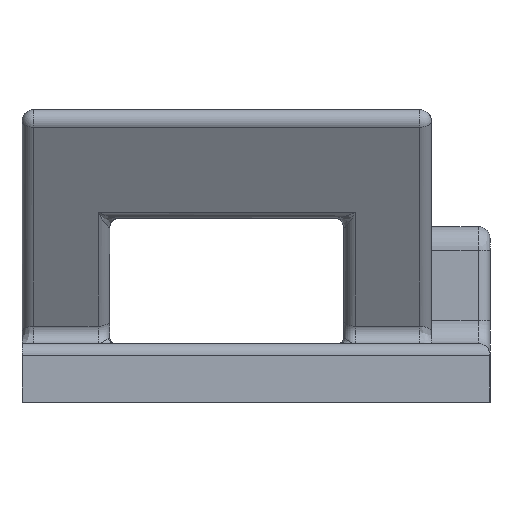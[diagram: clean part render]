
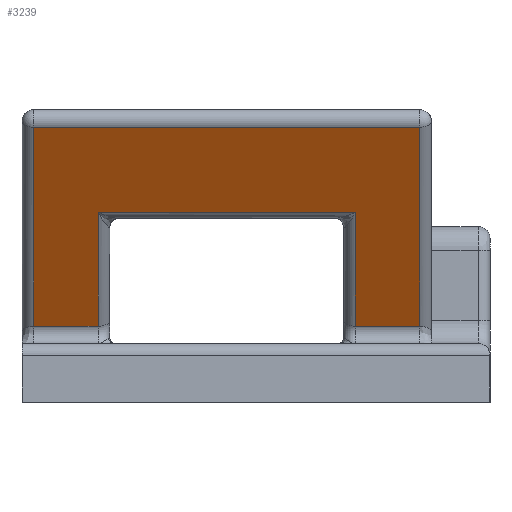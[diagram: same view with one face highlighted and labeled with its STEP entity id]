
A CAD part, left-side view. The second image highlights one B-rep face of the part: STEP entity #3239.
In plain terms, the highlighted planar face has unit normal (-0.866, 0, -0.5).
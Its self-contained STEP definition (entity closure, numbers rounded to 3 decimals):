
#596=FACE_OUTER_BOUND('',#815,.T.);
#815=EDGE_LOOP('',(#2965,#2966,#2967,#2968,#2969,#2970,#2971,#2972));
#1028=LINE('',#6455,#1269);
#1030=LINE('',#6460,#1271);
#1031=LINE('',#6468,#1272);
#1033=LINE('',#6472,#1274);
#1034=LINE('',#6475,#1275);
#1035=LINE('',#6552,#1276);
#1036=LINE('',#6554,#1277);
#1038=LINE('',#6558,#1279);
#1269=VECTOR('',#4517,10.);
#1271=VECTOR('',#4525,10.);
#1272=VECTOR('',#4536,10.);
#1274=VECTOR('',#4542,10.);
#1275=VECTOR('',#4547,10.);
#1276=VECTOR('',#4554,10.);
#1277=VECTOR('',#4557,10.);
#1279=VECTOR('',#4563,10.);
#1505=VERTEX_POINT('',#5903);
#1559=VERTEX_POINT('',#6393);
#1564=VERTEX_POINT('',#6438);
#1566=VERTEX_POINT('',#6444);
#1567=VERTEX_POINT('',#6450);
#1568=VERTEX_POINT('',#6454);
#1570=VERTEX_POINT('',#6464);
#1571=VERTEX_POINT('',#6548);
#2009=EDGE_CURVE('',#1566,#1568,#1028,.T.);
#2012=EDGE_CURVE('',#1567,#1566,#1030,.T.);
#2016=EDGE_CURVE('',#1564,#1570,#1031,.T.);
#2018=EDGE_CURVE('',#1505,#1559,#1033,.T.);
#2020=EDGE_CURVE('',#1568,#1505,#1034,.T.);
#2023=EDGE_CURVE('',#1570,#1571,#1035,.T.);
#2024=EDGE_CURVE('',#1559,#1564,#1036,.T.);
#2026=EDGE_CURVE('',#1571,#1567,#1038,.T.);
#2965=ORIENTED_EDGE('',*,*,#2024,.F.);
#2966=ORIENTED_EDGE('',*,*,#2018,.F.);
#2967=ORIENTED_EDGE('',*,*,#2020,.F.);
#2968=ORIENTED_EDGE('',*,*,#2009,.F.);
#2969=ORIENTED_EDGE('',*,*,#2012,.F.);
#2970=ORIENTED_EDGE('',*,*,#2026,.F.);
#2971=ORIENTED_EDGE('',*,*,#2023,.F.);
#2972=ORIENTED_EDGE('',*,*,#2016,.F.);
#3044=PLANE('',#3632);
#3239=ADVANCED_FACE('',(#596),#3044,.T.);
#3632=AXIS2_PLACEMENT_3D('',#6598,#4608,#4609);
#4517=DIRECTION('',(0.5,0.,-0.866));
#4525=DIRECTION('',(0.,-1.,0.));
#4536=DIRECTION('',(0.5,0.,-0.866));
#4542=DIRECTION('',(-0.5,0.,0.866));
#4547=DIRECTION('',(0.,1.,0.));
#4554=DIRECTION('',(0.,1.,0.));
#4557=DIRECTION('',(0.,1.,0.));
#4563=DIRECTION('',(-0.5,0.,0.866));
#4608=DIRECTION('center_axis',(-0.866,0.,-0.5));
#4609=DIRECTION('ref_axis',(-0.5,0.,0.866));
#5903=CARTESIAN_POINT('',(-18.753,-11.,-8.5));
#6393=CARTESIAN_POINT('',(-24.366,-11.,1.222));
#6438=CARTESIAN_POINT('',(-24.366,11.,1.222));
#6444=CARTESIAN_POINT('',(-28.568,-16.5,8.5));
#6450=CARTESIAN_POINT('',(-28.568,16.5,8.5));
#6454=CARTESIAN_POINT('',(-18.753,-16.5,-8.5));
#6455=CARTESIAN_POINT('',(-15.831,-16.5,-13.56));
#6460=CARTESIAN_POINT('',(-28.568,0.,8.5));
#6464=CARTESIAN_POINT('',(-18.753,11.,-8.5));
#6468=CARTESIAN_POINT('',(-21.35,11.,-4.001));
#6472=CARTESIAN_POINT('',(-15.725,-11.,-13.744));
#6475=CARTESIAN_POINT('',(-18.753,0.,-8.5));
#6548=CARTESIAN_POINT('',(-18.753,16.5,-8.5));
#6552=CARTESIAN_POINT('',(-18.753,0.,-8.5));
#6554=CARTESIAN_POINT('',(-24.366,-5.,1.222));
#6558=CARTESIAN_POINT('',(-15.831,16.5,-13.56));
#6598=CARTESIAN_POINT('Origin',(-15.,0.,-15.));
